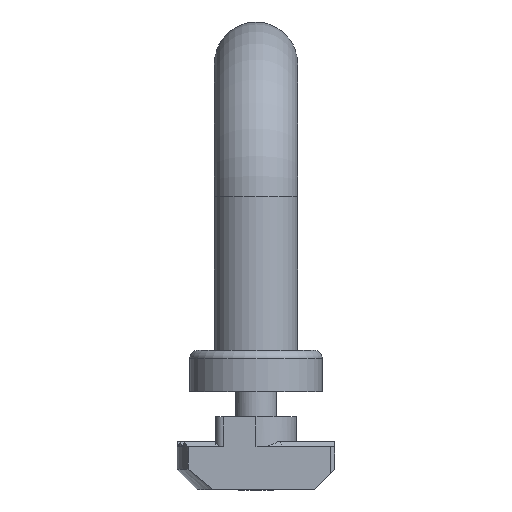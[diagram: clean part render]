
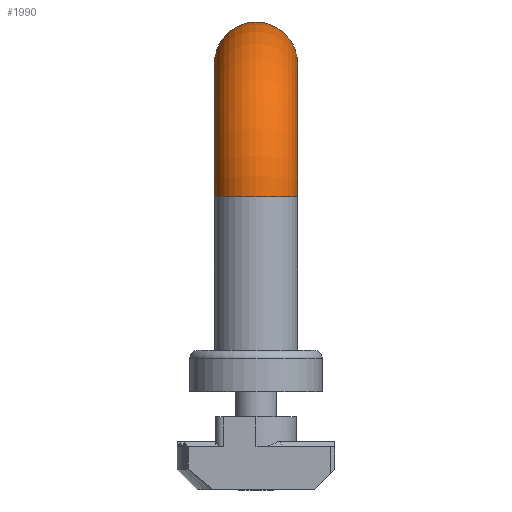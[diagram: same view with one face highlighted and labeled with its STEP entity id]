
A CAD part, left-side view. The second image highlights one B-rep face of the part: STEP entity #1990.
In plain terms, the highlighted toroidal (fillet/blend) face has major radius 16 mm and minor radius 5 mm.
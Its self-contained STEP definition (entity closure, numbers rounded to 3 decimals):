
#1990=ADVANCED_FACE('',(#2284,#2285),#2286,.T.);
#2284=FACE_OUTER_BOUND('',#2617,.T.);
#2285=FACE_OUTER_BOUND('',#2618,.T.);
#2286=TOROIDAL_SURFACE('',#2619,16.0,5.0);
#2617=EDGE_LOOP('',(#3627));
#2618=EDGE_LOOP('',(#3628));
#2619=AXIS2_PLACEMENT_3D('',#3629,#3630,#3631);
#3627=ORIENTED_EDGE('',*,*,#3980,.F.);
#3628=ORIENTED_EDGE('',*,*,#3983,.T.);
#3629=CARTESIAN_POINT('',(0.0,-64.0,19.0));
#3630=DIRECTION('',(1.0,0.0,0.0));
#3631=DIRECTION('',(0.0,0.0,-1.0));
#3980=EDGE_CURVE('',#4506,#4506,#4507,.T.);
#3983=EDGE_CURVE('',#4512,#4512,#4513,.T.);
#4506=VERTEX_POINT('',#5399);
#4507=CIRCLE('',#5400,5.0);
#4512=VERTEX_POINT('',#5405);
#4513=CIRCLE('',#5406,5.0);
#5399=CARTESIAN_POINT('',(5.0,-80.0,19.0));
#5400=AXIS2_PLACEMENT_3D('',#5919,#5920,#5921);
#5405=CARTESIAN_POINT('',(5.0,-64.0,35.0));
#5406=AXIS2_PLACEMENT_3D('',#5928,#5929,#5930);
#5919=CARTESIAN_POINT('',(0.0,-80.0,19.0));
#5920=DIRECTION('',(0.0,0.,-1.0));
#5921=DIRECTION('',(1.0,0.0,0.0));
#5928=CARTESIAN_POINT('',(0.0,-64.0,35.0));
#5929=DIRECTION('',(0.0,-1.0,0.0));
#5930=DIRECTION('',(1.0,0.0,0.0));
